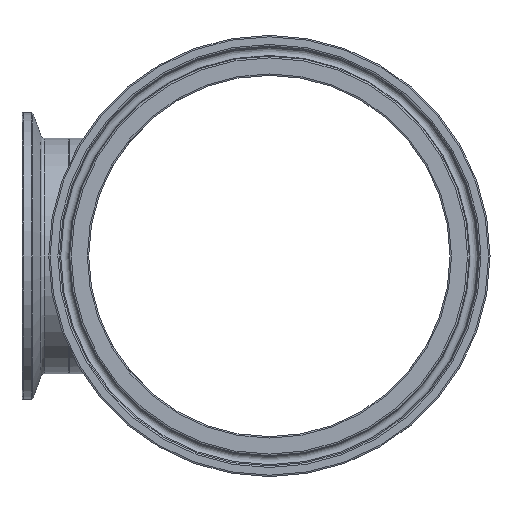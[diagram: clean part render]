
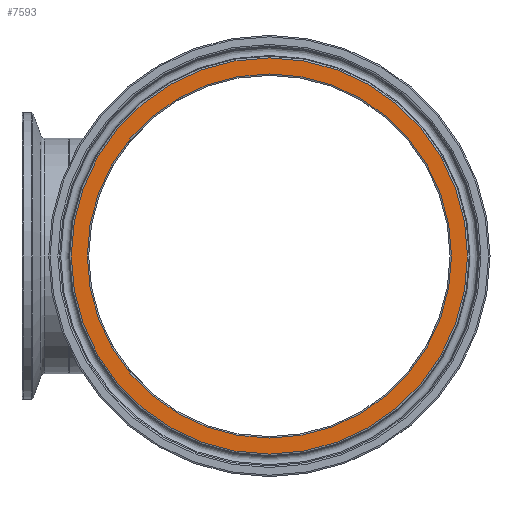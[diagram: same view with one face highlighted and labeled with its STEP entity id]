
A CAD part, left-side view. The second image highlights one B-rep face of the part: STEP entity #7593.
In plain terms, the highlighted planar face has unit normal (-1, 0, 0).
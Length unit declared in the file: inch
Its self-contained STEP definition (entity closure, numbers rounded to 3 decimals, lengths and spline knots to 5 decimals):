
#163=FACE_BOUND('',#1458,.T.);
#379=PLANE('',#8070);
#960=FACE_OUTER_BOUND('',#1457,.T.);
#1457=EDGE_LOOP('',(#7035));
#1458=EDGE_LOOP('',(#7036));
#2699=CIRCLE('',#8069,1.932);
#2700=CIRCLE('',#8071,2.10216);
#3798=VERTEX_POINT('',#16241);
#3799=VERTEX_POINT('',#16244);
#4892=EDGE_CURVE('',#3798,#3798,#2699,.T.);
#4893=EDGE_CURVE('',#3799,#3799,#2700,.T.);
#7035=ORIENTED_EDGE('',*,*,#4893,.F.);
#7036=ORIENTED_EDGE('',*,*,#4892,.F.);
#7593=ADVANCED_FACE('',(#960,#163),#379,.T.);
#8069=AXIS2_PLACEMENT_3D('',#16242,#9517,#9518);
#8070=AXIS2_PLACEMENT_3D('',#16243,#9519,#9520);
#8071=AXIS2_PLACEMENT_3D('',#16245,#9521,#9522);
#9517=DIRECTION('center_axis',(-1.,0.,0.));
#9518=DIRECTION('ref_axis',(0.,-1.,0.));
#9519=DIRECTION('center_axis',(-1.,0.,0.));
#9520=DIRECTION('ref_axis',(0.,0.,1.));
#9521=DIRECTION('center_axis',(1.,0.,0.));
#9522=DIRECTION('ref_axis',(0.,-1.,0.));
#16241=CARTESIAN_POINT('',(-4.0625,1.932,0.));
#16242=CARTESIAN_POINT('Origin',(-4.0625,0.,0.));
#16243=CARTESIAN_POINT('Origin',(-4.0625,2.11616,0.));
#16244=CARTESIAN_POINT('',(-4.0625,2.10216,0.));
#16245=CARTESIAN_POINT('Origin',(-4.0625,0.,0.));
